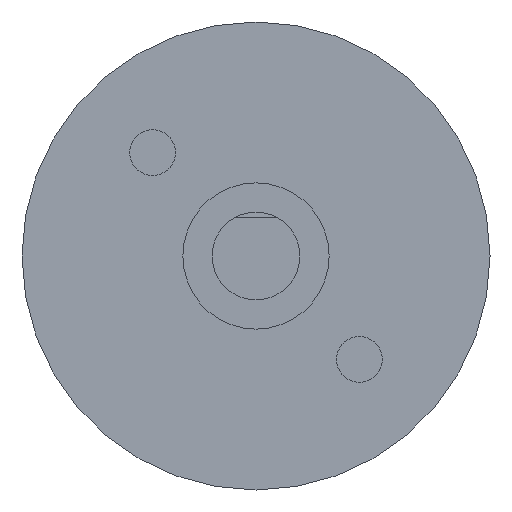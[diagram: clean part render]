
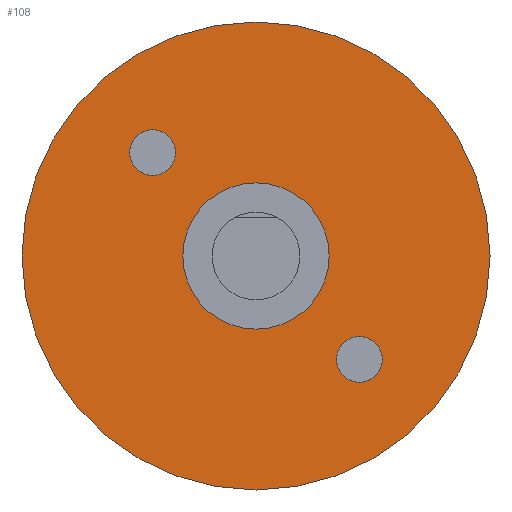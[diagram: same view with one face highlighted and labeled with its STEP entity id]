
A CAD part, front view. The second image highlights one B-rep face of the part: STEP entity #108.
In plain terms, the highlighted planar face has unit normal (0, -1, 0).
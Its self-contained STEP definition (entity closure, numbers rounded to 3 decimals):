
#108 = ADVANCED_FACE( '', ( #225, #226, #227, #228 ), #229, .F. );
#225 = FACE_BOUND( '', #342, .T. );
#226 = FACE_BOUND( '', #343, .T. );
#227 = FACE_OUTER_BOUND( '', #344, .T. );
#228 = FACE_BOUND( '', #345, .T. );
#229 = PLANE( '', #346 );
#342 = EDGE_LOOP( '', ( #568 ) );
#343 = EDGE_LOOP( '', ( #569 ) );
#344 = EDGE_LOOP( '', ( #570 ) );
#345 = EDGE_LOOP( '', ( #571 ) );
#346 = AXIS2_PLACEMENT_3D( '', #572, #573, #574 );
#568 = ORIENTED_EDGE( '', *, *, #695, .T. );
#569 = ORIENTED_EDGE( '', *, *, #619, .T. );
#570 = ORIENTED_EDGE( '', *, *, #647, .F. );
#571 = ORIENTED_EDGE( '', *, *, #637, .T. );
#572 = CARTESIAN_POINT( '', ( 0., 0., -8. ) );
#573 = DIRECTION( '', ( 0., 1., 0. ) );
#574 = DIRECTION( '', ( 0., 0., 1. ) );
#619 = EDGE_CURVE( '', #716, #716, #717, .T. );
#637 = EDGE_CURVE( '', #745, #745, #746, .T. );
#647 = EDGE_CURVE( '', #762, #762, #763, .T. );
#695 = EDGE_CURVE( '', #828, #828, #829, .T. );
#716 = VERTEX_POINT( '', #854 );
#717 = CIRCLE( '', #855, 0.784 );
#745 = VERTEX_POINT( '', #892 );
#746 = CIRCLE( '', #893, 2.5 );
#762 = VERTEX_POINT( '', #934 );
#763 = CIRCLE( '', #935, 8. );
#828 = VERTEX_POINT( '', #1042 );
#829 = CIRCLE( '', #1043, 0.784 );
#854 = CARTESIAN_POINT( '', ( 4.319, 0., -3.536 ) );
#855 = AXIS2_PLACEMENT_3D( '', #1059, #1060, #1061 );
#892 = CARTESIAN_POINT( '', ( 0., 0., 2.5 ) );
#893 = AXIS2_PLACEMENT_3D( '', #1080, #1081, #1082 );
#934 = CARTESIAN_POINT( '', ( 0., 0., 8. ) );
#935 = AXIS2_PLACEMENT_3D( '', #1092, #1093, #1094 );
#1042 = CARTESIAN_POINT( '', ( -2.752, 0., 3.536 ) );
#1043 = AXIS2_PLACEMENT_3D( '', #1139, #1140, #1141 );
#1059 = CARTESIAN_POINT( '', ( 3.536, 0., -3.536 ) );
#1060 = DIRECTION( '', ( 0., 1., 0. ) );
#1061 = DIRECTION( '', ( 1., 0., 0. ) );
#1080 = CARTESIAN_POINT( '', ( 0., 0., 0. ) );
#1081 = DIRECTION( '', ( 0., 1., 0. ) );
#1082 = DIRECTION( '', ( 0., 0., 1. ) );
#1092 = CARTESIAN_POINT( '', ( 0., 0., 0. ) );
#1093 = DIRECTION( '', ( 0., 1., 0. ) );
#1094 = DIRECTION( '', ( 0., 0., 1. ) );
#1139 = CARTESIAN_POINT( '', ( -3.536, 0., 3.536 ) );
#1140 = DIRECTION( '', ( 0., 1., 0. ) );
#1141 = DIRECTION( '', ( 1., 0., 0. ) );
